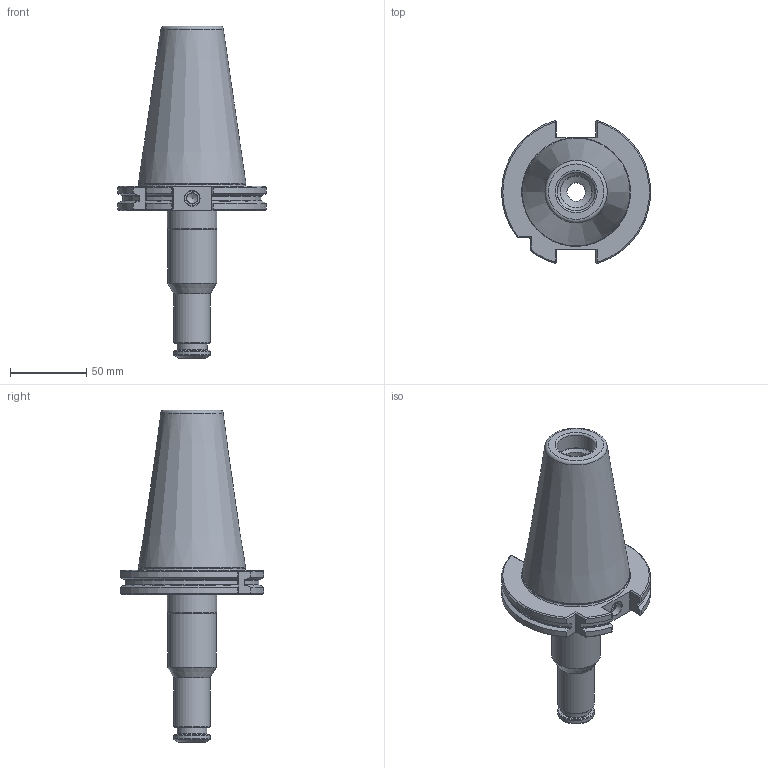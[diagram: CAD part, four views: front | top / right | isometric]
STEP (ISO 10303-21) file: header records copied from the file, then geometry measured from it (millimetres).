
FILE_DESCRIPTION(/* description */ (''),/* implementation_level */ '2;1');
FILE_NAME(/* name */ '425071560.stp',/* time_stamp */ '2021-01-12T12:30:59',/* author */ ('LRA'),/* organization */ ('REGO-FIX'),/* preprocessor_version */ ' Unknown',/* originating_system */ 'SIEMENS PLM Software Solid Edge ST10',/* authorization */ 'Unknown');
FILE_SCHEMA (('AUTOMOTIVE_DESIGN { 1 0 10303 214 2 1 1}'));
Length unit declared in the file: millimetre
Products named in the file (1): 0020362
Bounding box: 97.32 x 93.58 x 217.1 mm (x, y, z)
Volume: 369891.4 mm3; surface area: 55501.5 mm2
Topology: 1 solids, 1 shells, 112 faces, 287 edges, 183 vertices
Faces by surface type: plane 44, cone 28, cylinder 26, torus 14
Full cylindrical faces by diameter (mm): 7 x1, 10 x1, 12 x1, 15 x1, 19.5 x1, 20.75 x1, 20.752 x1, 24 x2, 25 x1, 32 x1, 32.5 x1
Entity records: 4000 total; most frequent: CARTESIAN_POINT 691, DIRECTION 514, ORIENTED_EDGE 482, EDGE_CURVE 241, AXIS2_PLACEMENT_3D 209, VERTEX_POINT 174, FACE_BOUND 157, EDGE_LOOP 156
